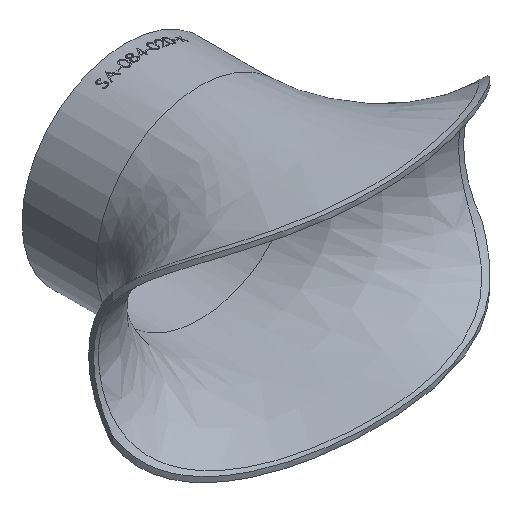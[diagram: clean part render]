
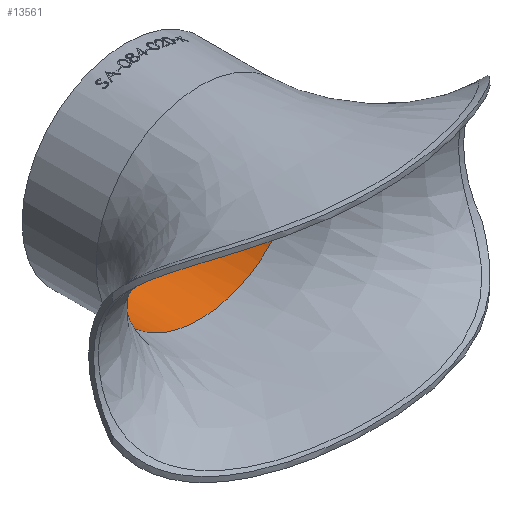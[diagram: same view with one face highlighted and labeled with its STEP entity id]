
A CAD part, isometric view. The second image highlights one B-rep face of the part: STEP entity #13561.
In plain terms, the highlighted cylindrical face has radius 40 mm (diameter 80 mm), a full revolution.
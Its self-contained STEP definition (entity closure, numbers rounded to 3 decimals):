
#65 = CARTESIAN_POINT ( 'NONE',  ( 39.657, 72., -5.437 ) ) ;
#544 = CARTESIAN_POINT ( 'NONE',  ( 5.437, 72., -39.657 ) ) ;
#636 = CARTESIAN_POINT ( 'NONE',  ( 38.92, 72., -9.358 ) ) ;
#767 = CARTESIAN_POINT ( 'NONE',  ( 0., 102., 0. ) ) ;
#2013 = CARTESIAN_POINT ( 'NONE',  ( -38.92, 72., 9.358 ) ) ;
#2105 = CARTESIAN_POINT ( 'NONE',  ( -1.372, 72., -40. ) ) ;
#2197 = CARTESIAN_POINT ( 'NONE',  ( 39.93, 72., -2.745 ) ) ;
#2675 = CARTESIAN_POINT ( 'NONE',  ( 38.59, 72., 10.638 ) ) ;
#2769 = CARTESIAN_POINT ( 'NONE',  ( -38.92, 72., -9.358 ) ) ;
#2815 = DIRECTION ( 'NONE',  ( 0., 0., 1. ) ) ;
#3411 = CARTESIAN_POINT ( 'NONE',  ( 0., 72., 0. ) ) ;
#3883 = CARTESIAN_POINT ( 'NONE',  ( 0., 72., 40. ) ) ;
#4158 = CARTESIAN_POINT ( 'NONE',  ( -6.757, 72., -39.453 ) ) ;
#4250 = CARTESIAN_POINT ( 'NONE',  ( -5.437, 72., -39.657 ) ) ;
#4338 = CARTESIAN_POINT ( 'NONE',  ( -14.366, 72., -37.362 ) ) ;
#4819 = CARTESIAN_POINT ( 'NONE',  ( -9.358, 72., -38.92 ) ) ;
#4902 = CARTESIAN_POINT ( 'NONE',  ( -39.93, 72., -2.745 ) ) ;
#5366 = CARTESIAN_POINT ( 'NONE',  ( -5.525, 72., 40. ) ) ;
#6028 = CARTESIAN_POINT ( 'NONE',  ( 5.525, 72., 40. ) ) ;
#6296 = CARTESIAN_POINT ( 'NONE',  ( -37.811, 72., 13.142 ) ) ;
#6385 = CARTESIAN_POINT ( 'NONE',  ( -40., 72., 1.372 ) ) ;
#6480 = CARTESIAN_POINT ( 'NONE',  ( -39.453, 72., -6.757 ) ) ;
#6961 = CARTESIAN_POINT ( 'NONE',  ( 39.453, 72., 6.757 ) ) ;
#7051 = CARTESIAN_POINT ( 'NONE',  ( -34.83, 72., 20.345 ) ) ;
#7131 = VERTEX_POINT ( 'NONE', #11742 ) ;
#7417 = DIRECTION ( 'NONE',  ( 0., 1., 0. ) ) ;
#8108 = CYLINDRICAL_SURFACE ( 'NONE', #8665, 40. ) ;
#8433 = CARTESIAN_POINT ( 'NONE',  ( -24.657, 72., 31.9 ) ) ;
#8529 = CARTESIAN_POINT ( 'NONE',  ( 37.362, 72., -14.366 ) ) ;
#8626 = CARTESIAN_POINT ( 'NONE',  ( -37.362, 72., -14.366 ) ) ;
#8665 = AXIS2_PLACEMENT_3D ( 'NONE', #3411, #7417, #9479 ) ;
#9106 = CARTESIAN_POINT ( 'NONE',  ( -39.453, 72., 6.757 ) ) ;
#9198 = CARTESIAN_POINT ( 'NONE',  ( 38.59, 72., -10.638 ) ) ;
#9479 = DIRECTION ( 'NONE',  ( 0., 0., 1. ) ) ;
#10583 = CARTESIAN_POINT ( 'NONE',  ( 24.657, 72., 31.9 ) ) ;
#10675 = CARTESIAN_POINT ( 'NONE',  ( 37.362, 72., 14.366 ) ) ;
#10953 = ORIENTED_EDGE ( 'NONE', *, *, #16862, .F. ) ;
#11108 = EDGE_LOOP ( 'NONE', ( #10953 ) ) ;
#11155 = CARTESIAN_POINT ( 'NONE',  ( 10.638, 72., -38.59 ) ) ;
#11246 = CARTESIAN_POINT ( 'NONE',  ( 6.757, 72., -39.453 ) ) ;
#11336 = CARTESIAN_POINT ( 'NONE',  ( -39.657, 72., 5.437 ) ) ;
#11742 = CARTESIAN_POINT ( 'NONE',  ( 0., 72., 40. ) ) ;
#12624 = CARTESIAN_POINT ( 'NONE',  ( 37.811, 72., -13.142 ) ) ;
#12711 = CARTESIAN_POINT ( 'NONE',  ( -38.59, 72., -10.638 ) ) ;
#12804 = CARTESIAN_POINT ( 'NONE',  ( 40., 72., 1.372 ) ) ;
#13088 = FACE_OUTER_BOUND ( 'NONE', #23367, .T. ) ;
#13273 = CARTESIAN_POINT ( 'NONE',  ( 31.9, 72., -24.657 ) ) ;
#13364 = CARTESIAN_POINT ( 'NONE',  ( -37.362, 72., 14.366 ) ) ;
#13455 = CARTESIAN_POINT ( 'NONE',  ( -10.779, 72., 38.88 ) ) ;
#13561 = ADVANCED_FACE ( 'NONE', ( #14438, #13088 ), #8108, .F. ) ;
#14438 = FACE_OUTER_BOUND ( 'NONE', #11108, .T. ) ;
#14749 = CARTESIAN_POINT ( 'NONE',  ( -31.9, 72., -24.657 ) ) ;
#14842 = CARTESIAN_POINT ( 'NONE',  ( 13.142, 72., -37.811 ) ) ;
#14943 = CARTESIAN_POINT ( 'NONE',  ( 9.358, 72., -38.92 ) ) ;
#15424 = CARTESIAN_POINT ( 'NONE',  ( 40., 72., -1.372 ) ) ;
#15513 = CARTESIAN_POINT ( 'NONE',  ( 14.366, 72., -37.362 ) ) ;
#16014 = CARTESIAN_POINT ( 'NONE',  ( 0., 102., 40. ) ) ;
#16862 = EDGE_CURVE ( 'NONE', #7131, #7131, #22459, .T. ) ;
#16885 = CARTESIAN_POINT ( 'NONE',  ( 2.745, 72., -39.93 ) ) ;
#16974 = CARTESIAN_POINT ( 'NONE',  ( 24.657, 72., -31.9 ) ) ;
#17067 = CARTESIAN_POINT ( 'NONE',  ( -10.638, 72., -38.59 ) ) ;
#17313 = DIRECTION ( 'NONE',  ( 0., 1., 0. ) ) ;
#17498 = CIRCLE ( 'NONE', #23462, 40. ) ;
#17543 = CARTESIAN_POINT ( 'NONE',  ( 38.92, 72., 9.358 ) ) ;
#17640 = CARTESIAN_POINT ( 'NONE',  ( 20.345, 72., -34.83 ) ) ;
#17997 = CARTESIAN_POINT ( 'NONE',  ( 0., 72., 40. ) ) ;
#19004 = CARTESIAN_POINT ( 'NONE',  ( -34.83, 72., -20.345 ) ) ;
#19100 = CARTESIAN_POINT ( 'NONE',  ( -20.345, 72., -34.83 ) ) ;
#19192 = CARTESIAN_POINT ( 'NONE',  ( -13.142, 72., -37.811 ) ) ;
#19668 = CARTESIAN_POINT ( 'NONE',  ( -39.657, 72., -5.437 ) ) ;
#19763 = CARTESIAN_POINT ( 'NONE',  ( 31.9, 72., 24.657 ) ) ;
#20165 = ORIENTED_EDGE ( 'NONE', *, *, #21334, .T. ) ;
#21132 = CARTESIAN_POINT ( 'NONE',  ( -31.9, 72., 24.657 ) ) ;
#21231 = CARTESIAN_POINT ( 'NONE',  ( 34.83, 72., 20.345 ) ) ;
#21322 = CARTESIAN_POINT ( 'NONE',  ( 39.657, 72., 5.437 ) ) ;
#21334 = EDGE_CURVE ( 'NONE', #26701, #26701, #17498, .T. ) ;
#21800 = CARTESIAN_POINT ( 'NONE',  ( -39.93, 72., 2.745 ) ) ;
#21892 = CARTESIAN_POINT ( 'NONE',  ( -2.745, 72., -39.93 ) ) ;
#22459 = B_SPLINE_CURVE_WITH_KNOTS ( 'NONE', 3,
 ( #3883, #6028, #22998, #25974, #10583, #19763, #21231, #10675, #23356, #2675, #17543, #6961, #21322, #25489, #12804, #15424, #2197, #65, #26070, #636, #9198, #12624, #8529, #23263, #13273, #16974, #17640, #15513, #14842, #11155, #14943, #11246, #544, #16885, #25399, #2105, #21892, #4250, #4158, #4819, #17067, #19192, #4338, #19100, #27433, #14749, #19004, #8626, #23451, #12711, #2769, #6480, #19668, #4902, #24022, #6385, #21800, #11336, #9106, #2013, #23930, #6296, #13364, #7051, #21132, #8433, #27527, #13455, #5366, #17997 ),
 .UNSPECIFIED., .T., .F.,
 ( 4, 2, 2, 2, 2, 2, 2, 2, 2, 2, 2, 2, 2, 2, 2, 2, 2, 2, 2, 2, 2, 2, 2, 2, 2, 2, 2, 2, 2, 2, 2, 2, 2, 2, 4 ),
 ( 0., 0.063, 0.125, 0.188, 0.203, 0.219, 0.234, 0.25, 0.266, 0.281, 0.297, 0.313, 0.375, 0.438, 0.453, 0.469, 0.484, 0.5, 0.516, 0.531, 0.547, 0.563, 0.625, 0.688, 0.703, 0.719, 0.734, 0.75, 0.766, 0.781, 0.797, 0.813, 0.875, 0.938, 1. ),
 .UNSPECIFIED. ) ;
#22998 = CARTESIAN_POINT ( 'NONE',  ( 10.779, 72., 38.88 ) ) ;
#23263 = CARTESIAN_POINT ( 'NONE',  ( 34.83, 72., -20.345 ) ) ;
#23356 = CARTESIAN_POINT ( 'NONE',  ( 37.811, 72., 13.142 ) ) ;
#23367 = EDGE_LOOP ( 'NONE', ( #20165 ) ) ;
#23451 = CARTESIAN_POINT ( 'NONE',  ( -37.811, 72., -13.142 ) ) ;
#23462 = AXIS2_PLACEMENT_3D ( 'NONE', #767, #17313, #2815 ) ;
#23930 = CARTESIAN_POINT ( 'NONE',  ( -38.59, 72., 10.638 ) ) ;
#24022 = CARTESIAN_POINT ( 'NONE',  ( -40., 72., -1.372 ) ) ;
#25399 = CARTESIAN_POINT ( 'NONE',  ( 1.372, 72., -40. ) ) ;
#25489 = CARTESIAN_POINT ( 'NONE',  ( 39.93, 72., 2.745 ) ) ;
#25974 = CARTESIAN_POINT ( 'NONE',  ( 20.345, 72., 34.831 ) ) ;
#26070 = CARTESIAN_POINT ( 'NONE',  ( 39.453, 72., -6.757 ) ) ;
#26701 = VERTEX_POINT ( 'NONE', #16014 ) ;
#27433 = CARTESIAN_POINT ( 'NONE',  ( -24.657, 72., -31.9 ) ) ;
#27527 = CARTESIAN_POINT ( 'NONE',  ( -20.345, 72., 34.831 ) ) ;
